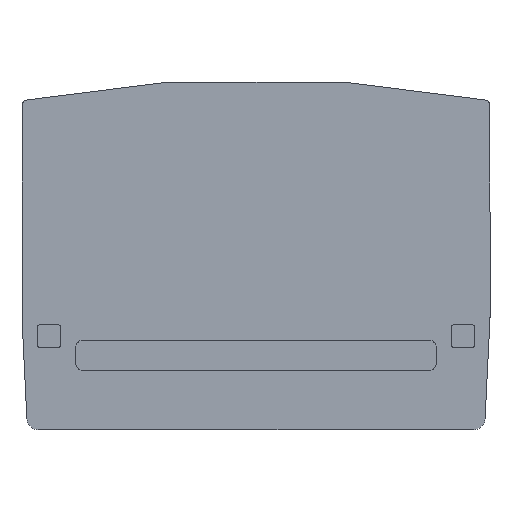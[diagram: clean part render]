
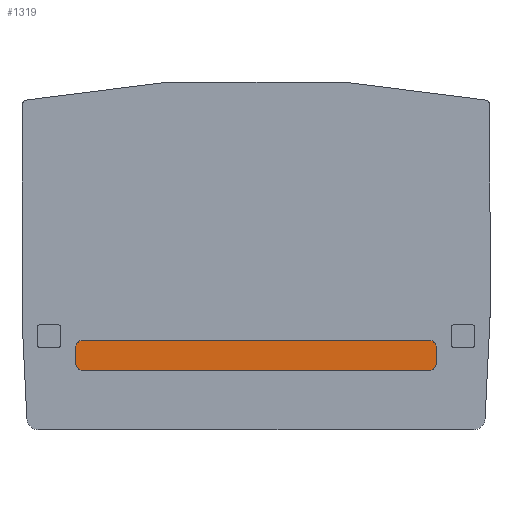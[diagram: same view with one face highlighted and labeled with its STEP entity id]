
A CAD part, left-side view. The second image highlights one B-rep face of the part: STEP entity #1319.
In plain terms, the highlighted planar face has unit normal (-1, 0, 0).
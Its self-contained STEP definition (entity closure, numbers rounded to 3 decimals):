
#1199=AXIS2_PLACEMENT_3D('Circle Axis2P3D',#1197,#1198,$) ;
#1274=AXIS2_PLACEMENT_3D('Plane Axis2P3D',#1271,#1272,#1273) ;
#1278=AXIS2_PLACEMENT_3D('Circle Axis2P3D',#1276,#1277,$) ;
#1292=AXIS2_PLACEMENT_3D('Circle Axis2P3D',#1290,#1291,$) ;
#1306=AXIS2_PLACEMENT_3D('Circle Axis2P3D',#1304,#1305,$) ;
#1197=CARTESIAN_POINT('Axis2P3D Location',(2.7,34.85,7.05)) ;
#1201=CARTESIAN_POINT('Vertex',(2.7,35.414,7.05)) ;
#1203=CARTESIAN_POINT('Vertex',(2.7,34.85,7.614)) ;
#1228=CARTESIAN_POINT('Line Origine',(2.7,35.414,6.35)) ;
#1232=CARTESIAN_POINT('Vertex',(2.7,35.414,5.65)) ;
#1252=CARTESIAN_POINT('Line Origine',(2.7,20.,7.614)) ;
#1256=CARTESIAN_POINT('Vertex',(2.7,5.15,7.614)) ;
#1271=CARTESIAN_POINT('Axis2P3D Location',(2.7,0.,0.)) ;
#1276=CARTESIAN_POINT('Axis2P3D Location',(2.7,34.85,5.65)) ;
#1280=CARTESIAN_POINT('Vertex',(2.7,34.85,5.086)) ;
#1283=CARTESIAN_POINT('Line Origine',(2.7,20.,5.086)) ;
#1287=CARTESIAN_POINT('Vertex',(2.7,5.15,5.086)) ;
#1290=CARTESIAN_POINT('Axis2P3D Location',(2.7,5.15,5.65)) ;
#1294=CARTESIAN_POINT('Vertex',(2.7,4.586,5.65)) ;
#1297=CARTESIAN_POINT('Line Origine',(2.7,4.586,6.35)) ;
#1301=CARTESIAN_POINT('Vertex',(2.7,4.586,7.05)) ;
#1304=CARTESIAN_POINT('Axis2P3D Location',(2.7,5.15,7.05)) ;
#1198=DIRECTION('Axis2P3D Direction',(1.,0.,0.)) ;
#1229=DIRECTION('Vector Direction',(0.,0.,-1.)) ;
#1253=DIRECTION('Vector Direction',(0.,-1.,0.)) ;
#1272=DIRECTION('Axis2P3D Direction',(1.,0.,0.)) ;
#1273=DIRECTION('Axis2P3D XDirection',(0.,1.,0.)) ;
#1277=DIRECTION('Axis2P3D Direction',(1.,0.,0.)) ;
#1284=DIRECTION('Vector Direction',(0.,-1.,0.)) ;
#1291=DIRECTION('Axis2P3D Direction',(1.,0.,0.)) ;
#1298=DIRECTION('Vector Direction',(0.,0.,-1.)) ;
#1305=DIRECTION('Axis2P3D Direction',(1.,0.,0.)) ;
#1230=VECTOR('Line Direction',#1229,1.) ;
#1254=VECTOR('Line Direction',#1253,1.) ;
#1285=VECTOR('Line Direction',#1284,1.) ;
#1299=VECTOR('Line Direction',#1298,1.) ;
#1310=ORIENTED_EDGE('',*,*,#1234,.F.) ;
#1311=ORIENTED_EDGE('',*,*,#1282,.F.) ;
#1312=ORIENTED_EDGE('',*,*,#1289,.F.) ;
#1313=ORIENTED_EDGE('',*,*,#1296,.F.) ;
#1314=ORIENTED_EDGE('',*,*,#1303,.F.) ;
#1315=ORIENTED_EDGE('',*,*,#1308,.F.) ;
#1316=ORIENTED_EDGE('',*,*,#1258,.F.) ;
#1317=ORIENTED_EDGE('',*,*,#1205,.F.) ;
#1319=ADVANCED_FACE('V1',(#1318),#1275,.F.) ;
#1200=CIRCLE('generated circle',#1199,0.564) ;
#1279=CIRCLE('generated circle',#1278,0.564) ;
#1293=CIRCLE('generated circle',#1292,0.564) ;
#1307=CIRCLE('generated circle',#1306,0.564) ;
#1205=EDGE_CURVE('',#1202,#1204,#1200,.T.) ;
#1234=EDGE_CURVE('',#1233,#1202,#1231,.F.) ;
#1258=EDGE_CURVE('',#1204,#1257,#1255,.T.) ;
#1282=EDGE_CURVE('',#1281,#1233,#1279,.T.) ;
#1289=EDGE_CURVE('',#1288,#1281,#1286,.F.) ;
#1296=EDGE_CURVE('',#1295,#1288,#1293,.T.) ;
#1303=EDGE_CURVE('',#1302,#1295,#1300,.T.) ;
#1308=EDGE_CURVE('',#1257,#1302,#1307,.T.) ;
#1309=EDGE_LOOP('',(#1310,#1311,#1312,#1313,#1314,#1315,#1316,#1317)) ;
#1318=FACE_OUTER_BOUND('',#1309,.T.) ;
#1231=LINE('Line',#1228,#1230) ;
#1255=LINE('Line',#1252,#1254) ;
#1286=LINE('Line',#1283,#1285) ;
#1300=LINE('Line',#1297,#1299) ;
#1275=PLANE('',#1274) ;
#1202=VERTEX_POINT('',#1201) ;
#1204=VERTEX_POINT('',#1203) ;
#1233=VERTEX_POINT('',#1232) ;
#1257=VERTEX_POINT('',#1256) ;
#1281=VERTEX_POINT('',#1280) ;
#1288=VERTEX_POINT('',#1287) ;
#1295=VERTEX_POINT('',#1294) ;
#1302=VERTEX_POINT('',#1301) ;
